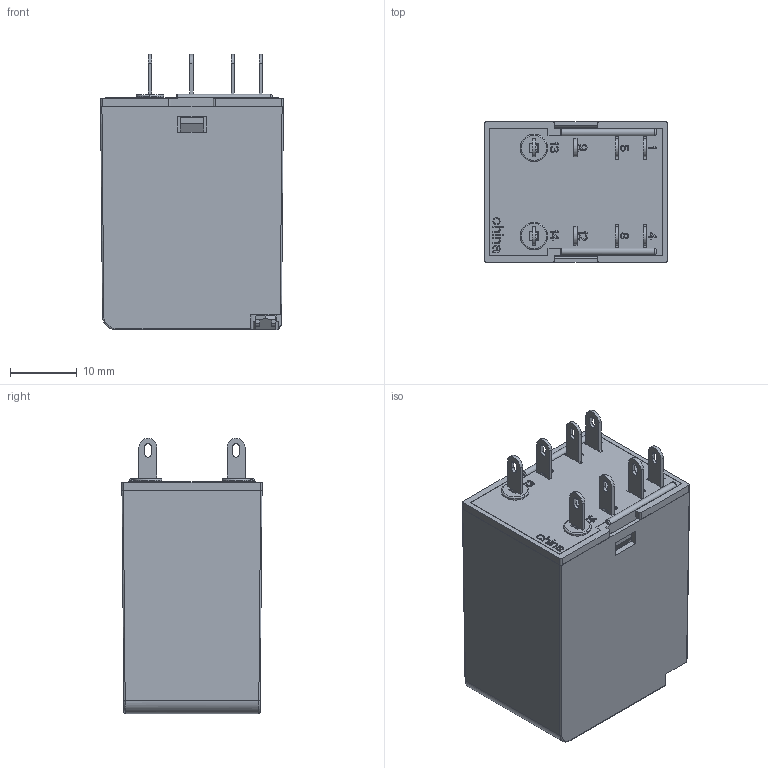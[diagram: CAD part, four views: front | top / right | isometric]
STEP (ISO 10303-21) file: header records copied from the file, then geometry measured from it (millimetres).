
FILE_DESCRIPTION((''),'2;1');
FILE_NAME('52P_ASM','2021-05-19T14:41:36',('Administrator'),(''),'CREO PARAMETRIC BY PTC INC, 2016390','CREO PARAMETRIC BY PTC INC, 2016390','');
FILE_SCHEMA(('CONFIG_CONTROL_DESIGN'));
Length unit declared in the file: millimetre
Products named in the file (10): LHH52200; 202010001; LHH52P10001; LHH52P2000; LHH52100; PRT0058; PRT0059; PRT0060; PRT0061; 52P_ASM
Assembly tree (11 placements, depth 2):
  52P_ASM
    LHH52200
    202010001
    LHH52P10001
    LHH52P2000  x2
    LHH52100  x2
    PRT0058
    PRT0059
    PRT0060
    PRT0061
Bounding box: 27.4 x 21 x 41.25 mm (x, y, z)
Volume: 5467.2 mm3; surface area: 11196.2 mm2
Topology: 11 solids, 12 shells, 1495 faces, 4095 edges, 2708 vertices
Faces by surface type: plane 1074, cylinder 309, torus 72, sphere 33, bspline 7
Entity records: 44416 total; most frequent: CARTESIAN_POINT 8410, ORIENTED_EDGE 7599, DIRECTION 7189, EDGE_CURVE 3801, VECTOR 3083, LINE 3083, VERTEX_POINT 2516, AXIS2_PLACEMENT_3D 2053
